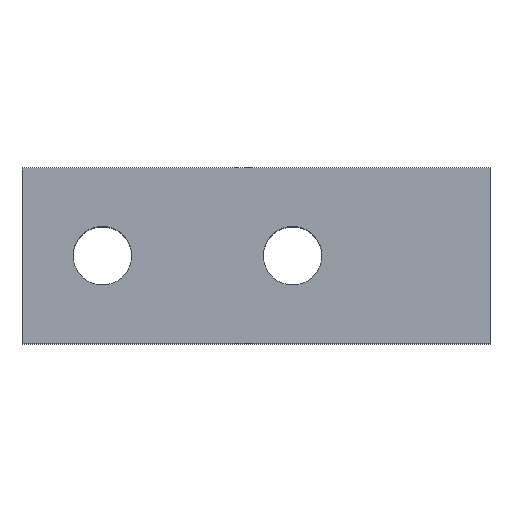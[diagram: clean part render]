
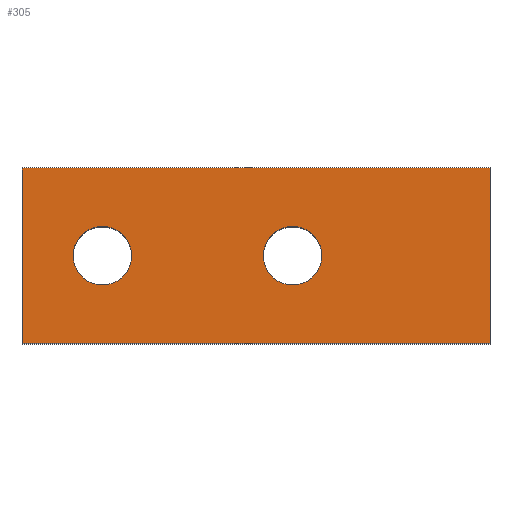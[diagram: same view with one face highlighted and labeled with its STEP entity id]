
A CAD part, top view. The second image highlights one B-rep face of the part: STEP entity #305.
In plain terms, the highlighted planar face has unit normal (0, 0, 1).
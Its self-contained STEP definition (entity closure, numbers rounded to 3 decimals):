
#23=FACE_BOUND('',#73,.T.);
#24=FACE_BOUND('',#74,.T.);
#34=PLANE('',#344);
#49=FACE_OUTER_BOUND('',#72,.T.);
#72=EDGE_LOOP('',(#280,#281,#282,#283));
#73=EDGE_LOOP('',(#284));
#74=EDGE_LOOP('',(#285));
#78=LINE('',#440,#107);
#90=LINE('',#465,#119);
#97=LINE('',#485,#126);
#103=LINE('',#505,#132);
#107=VECTOR('',#358,10.);
#119=VECTOR('',#372,10.);
#126=VECTOR('',#397,10.);
#132=VECTOR('',#423,10.);
#139=CIRCLE('',#335,1.);
#140=CIRCLE('',#337,1.);
#147=VERTEX_POINT('',#437);
#148=VERTEX_POINT('',#439);
#159=VERTEX_POINT('',#462);
#160=VERTEX_POINT('',#464);
#165=VERTEX_POINT('',#487);
#166=VERTEX_POINT('',#491);
#174=EDGE_CURVE('',#147,#148,#78,.T.);
#186=EDGE_CURVE('',#159,#160,#90,.T.);
#197=EDGE_CURVE('',#160,#147,#97,.T.);
#198=EDGE_CURVE('',#165,#165,#139,.T.);
#200=EDGE_CURVE('',#166,#166,#140,.T.);
#207=EDGE_CURVE('',#148,#159,#103,.T.);
#280=ORIENTED_EDGE('',*,*,#197,.F.);
#281=ORIENTED_EDGE('',*,*,#186,.F.);
#282=ORIENTED_EDGE('',*,*,#207,.F.);
#283=ORIENTED_EDGE('',*,*,#174,.F.);
#284=ORIENTED_EDGE('',*,*,#200,.T.);
#285=ORIENTED_EDGE('',*,*,#198,.T.);
#305=ADVANCED_FACE('',(#49,#23,#24),#34,.T.);
#335=AXIS2_PLACEMENT_3D('',#488,#400,#401);
#337=AXIS2_PLACEMENT_3D('',#492,#405,#406);
#344=AXIS2_PLACEMENT_3D('',#506,#424,#425);
#358=DIRECTION('',(1.,0.,0.));
#372=DIRECTION('',(-1.,0.,0.));
#397=DIRECTION('',(0.,1.,0.));
#400=DIRECTION('center_axis',(0.,0.,-1.));
#401=DIRECTION('ref_axis',(1.,0.,0.));
#405=DIRECTION('center_axis',(0.,0.,-1.));
#406=DIRECTION('ref_axis',(1.,0.,0.));
#423=DIRECTION('',(0.,-1.,0.));
#424=DIRECTION('center_axis',(0.,0.,1.));
#425=DIRECTION('ref_axis',(1.,0.,0.));
#437=CARTESIAN_POINT('',(-6.,3.,5.));
#439=CARTESIAN_POINT('',(10.,3.,5.));
#440=CARTESIAN_POINT('',(8.,3.,5.));
#462=CARTESIAN_POINT('',(10.,-3.,5.));
#464=CARTESIAN_POINT('',(-6.,-3.,5.));
#465=CARTESIAN_POINT('',(-6.,-3.,5.));
#485=CARTESIAN_POINT('',(-6.,2.,5.));
#487=CARTESIAN_POINT('',(2.25,0.,5.));
#488=CARTESIAN_POINT('Origin',(3.25,0.,5.));
#491=CARTESIAN_POINT('',(-4.25,0.,5.));
#492=CARTESIAN_POINT('Origin',(-3.25,0.,5.));
#505=CARTESIAN_POINT('',(10.,-2.,5.));
#506=CARTESIAN_POINT('Origin',(2.,0.,5.));
